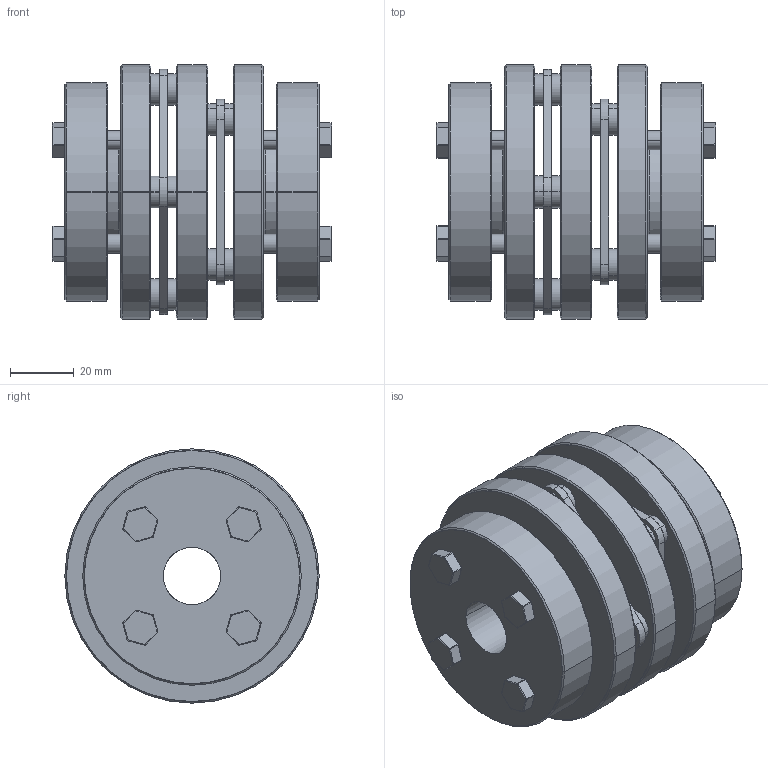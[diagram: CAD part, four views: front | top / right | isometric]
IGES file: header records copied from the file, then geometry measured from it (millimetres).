
Start section: SolidWorks IGES file using analytic representation for surfaces
Global section: file name: CL15-80_Double.igs; native system: SolidWorks 2010; preprocessor: SolidWorks 2010; author: Josh; date: 110810.012543; units: millimetre
Bounding box: 88 x 80 x 80 mm (x, y, z)
Surface area: 74340.2 mm2 (no closed solid volume)
Topology: 0 solids, 0 shells, 473 faces, 5151 edges, 5095 vertices
Faces by surface type: revolution 371, bspline 102
